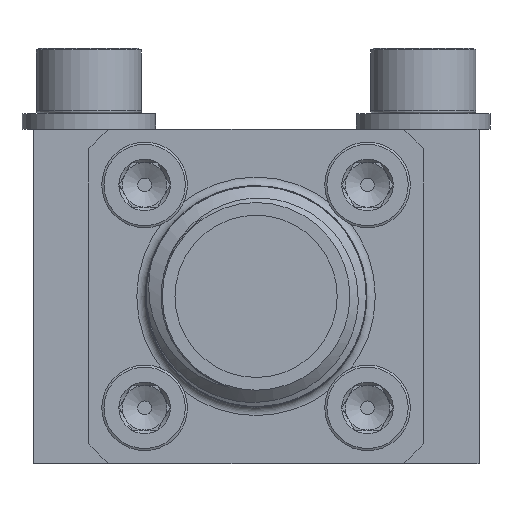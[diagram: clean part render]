
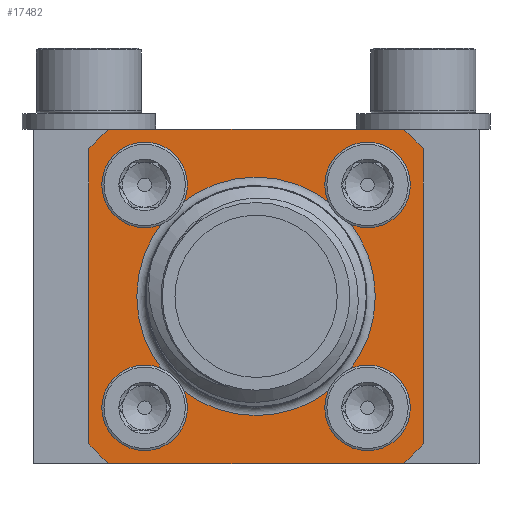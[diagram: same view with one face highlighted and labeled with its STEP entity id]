
A CAD part, front view. The second image highlights one B-rep face of the part: STEP entity #17482.
In plain terms, the highlighted face is planar.
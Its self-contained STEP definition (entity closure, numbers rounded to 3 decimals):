
#16511 = EDGE_CURVE('',#16512,#16514,#16516,.T.);
#16512 = VERTEX_POINT('',#16513);
#16513 = CARTESIAN_POINT('',(-4.2,-4.763,1.651));
#16514 = VERTEX_POINT('',#16515);
#16515 = CARTESIAN_POINT('',(-4.763,-4.2,1.651));
#16516 = CIRCLE('',#16517,6.35);
#16517 = AXIS2_PLACEMENT_3D('',#16518,#16519,#16520);
#16518 = CARTESIAN_POINT('',(0.,0.,1.651));
#16519 = DIRECTION('',(0.,0.,-1.));
#16520 = DIRECTION('',(-1.,0.,0.));
#16553 = EDGE_CURVE('',#16514,#16554,#16556,.T.);
#16554 = VERTEX_POINT('',#16555);
#16555 = CARTESIAN_POINT('',(-4.763,4.2,1.651));
#16556 = LINE('',#16557,#16558);
#16557 = CARTESIAN_POINT('',(-4.763,0.,1.651));
#16558 = VECTOR('',#16559,1.);
#16559 = DIRECTION('',(0.,1.,0.));
#17482 = ADVANCED_FACE('',(#17483,#17494,#17505,#17516,#17527,#17538),
  #17591,.F.);
#17483 = FACE_BOUND('',#17484,.T.);
#17484 = EDGE_LOOP('',(#17485));
#17485 = ORIENTED_EDGE('',*,*,#17486,.T.);
#17486 = EDGE_CURVE('',#17487,#17487,#17489,.T.);
#17487 = VERTEX_POINT('',#17488);
#17488 = CARTESIAN_POINT('',(-4.026,-3.175,1.651));
#17489 = CIRCLE('',#17490,0.851);
#17490 = AXIS2_PLACEMENT_3D('',#17491,#17492,#17493);
#17491 = CARTESIAN_POINT('',(-3.175,-3.175,1.651));
#17492 = DIRECTION('',(0.,0.,-1.));
#17493 = DIRECTION('',(-1.,0.,0.));
#17494 = FACE_BOUND('',#17495,.T.);
#17495 = EDGE_LOOP('',(#17496));
#17496 = ORIENTED_EDGE('',*,*,#17497,.T.);
#17497 = EDGE_CURVE('',#17498,#17498,#17500,.T.);
#17498 = VERTEX_POINT('',#17499);
#17499 = CARTESIAN_POINT('',(-4.026,3.175,1.651));
#17500 = CIRCLE('',#17501,0.851);
#17501 = AXIS2_PLACEMENT_3D('',#17502,#17503,#17504);
#17502 = CARTESIAN_POINT('',(-3.175,3.175,1.651));
#17503 = DIRECTION('',(0.,0.,-1.));
#17504 = DIRECTION('',(-1.,0.,0.));
#17505 = FACE_BOUND('',#17506,.T.);
#17506 = EDGE_LOOP('',(#17507));
#17507 = ORIENTED_EDGE('',*,*,#17508,.T.);
#17508 = EDGE_CURVE('',#17509,#17509,#17511,.T.);
#17509 = VERTEX_POINT('',#17510);
#17510 = CARTESIAN_POINT('',(2.324,3.175,1.651));
#17511 = CIRCLE('',#17512,0.851);
#17512 = AXIS2_PLACEMENT_3D('',#17513,#17514,#17515);
#17513 = CARTESIAN_POINT('',(3.175,3.175,1.651));
#17514 = DIRECTION('',(0.,0.,-1.));
#17515 = DIRECTION('',(-1.,0.,0.));
#17516 = FACE_BOUND('',#17517,.T.);
#17517 = EDGE_LOOP('',(#17518));
#17518 = ORIENTED_EDGE('',*,*,#17519,.T.);
#17519 = EDGE_CURVE('',#17520,#17520,#17522,.T.);
#17520 = VERTEX_POINT('',#17521);
#17521 = CARTESIAN_POINT('',(2.324,-3.175,1.651));
#17522 = CIRCLE('',#17523,0.851);
#17523 = AXIS2_PLACEMENT_3D('',#17524,#17525,#17526);
#17524 = CARTESIAN_POINT('',(3.175,-3.175,1.651));
#17525 = DIRECTION('',(0.,0.,-1.));
#17526 = DIRECTION('',(-1.,0.,0.));
#17527 = FACE_BOUND('',#17528,.T.);
#17528 = EDGE_LOOP('',(#17529));
#17529 = ORIENTED_EDGE('',*,*,#17530,.T.);
#17530 = EDGE_CURVE('',#17531,#17531,#17533,.T.);
#17531 = VERTEX_POINT('',#17532);
#17532 = CARTESIAN_POINT('',(-3.397,0.,1.651));
#17533 = CIRCLE('',#17534,3.397);
#17534 = AXIS2_PLACEMENT_3D('',#17535,#17536,#17537);
#17535 = CARTESIAN_POINT('',(0.,0.,1.651));
#17536 = DIRECTION('',(0.,0.,-1.));
#17537 = DIRECTION('',(-1.,0.,0.));
#17538 = FACE_BOUND('',#17539,.T.);
#17539 = EDGE_LOOP('',(#17540,#17549,#17550,#17551,#17559,#17568,#17576,
    #17585));
#17540 = ORIENTED_EDGE('',*,*,#17541,.F.);
#17541 = EDGE_CURVE('',#16554,#17542,#17544,.T.);
#17542 = VERTEX_POINT('',#17543);
#17543 = CARTESIAN_POINT('',(-4.2,4.763,1.651));
#17544 = CIRCLE('',#17545,6.35);
#17545 = AXIS2_PLACEMENT_3D('',#17546,#17547,#17548);
#17546 = CARTESIAN_POINT('',(0.,0.,1.651));
#17547 = DIRECTION('',(0.,0.,-1.));
#17548 = DIRECTION('',(-1.,0.,0.));
#17549 = ORIENTED_EDGE('',*,*,#16553,.F.);
#17550 = ORIENTED_EDGE('',*,*,#16511,.F.);
#17551 = ORIENTED_EDGE('',*,*,#17552,.F.);
#17552 = EDGE_CURVE('',#17553,#16512,#17555,.T.);
#17553 = VERTEX_POINT('',#17554);
#17554 = CARTESIAN_POINT('',(4.2,-4.763,1.651));
#17555 = LINE('',#17556,#17557);
#17556 = CARTESIAN_POINT('',(0.,-4.763,1.651));
#17557 = VECTOR('',#17558,1.);
#17558 = DIRECTION('',(-1.,0.,0.));
#17559 = ORIENTED_EDGE('',*,*,#17560,.F.);
#17560 = EDGE_CURVE('',#17561,#17553,#17563,.T.);
#17561 = VERTEX_POINT('',#17562);
#17562 = CARTESIAN_POINT('',(4.763,-4.2,1.651));
#17563 = CIRCLE('',#17564,6.35);
#17564 = AXIS2_PLACEMENT_3D('',#17565,#17566,#17567);
#17565 = CARTESIAN_POINT('',(0.,0.,1.651));
#17566 = DIRECTION('',(0.,0.,-1.));
#17567 = DIRECTION('',(-1.,0.,0.));
#17568 = ORIENTED_EDGE('',*,*,#17569,.F.);
#17569 = EDGE_CURVE('',#17570,#17561,#17572,.T.);
#17570 = VERTEX_POINT('',#17571);
#17571 = CARTESIAN_POINT('',(4.763,4.2,1.651));
#17572 = LINE('',#17573,#17574);
#17573 = CARTESIAN_POINT('',(4.763,0.,1.651));
#17574 = VECTOR('',#17575,1.);
#17575 = DIRECTION('',(0.,-1.,0.));
#17576 = ORIENTED_EDGE('',*,*,#17577,.F.);
#17577 = EDGE_CURVE('',#17578,#17570,#17580,.T.);
#17578 = VERTEX_POINT('',#17579);
#17579 = CARTESIAN_POINT('',(4.2,4.763,1.651));
#17580 = CIRCLE('',#17581,6.35);
#17581 = AXIS2_PLACEMENT_3D('',#17582,#17583,#17584);
#17582 = CARTESIAN_POINT('',(0.,0.,1.651));
#17583 = DIRECTION('',(0.,0.,-1.));
#17584 = DIRECTION('',(-1.,0.,0.));
#17585 = ORIENTED_EDGE('',*,*,#17586,.F.);
#17586 = EDGE_CURVE('',#17542,#17578,#17587,.T.);
#17587 = LINE('',#17588,#17589);
#17588 = CARTESIAN_POINT('',(0.,4.763,1.651));
#17589 = VECTOR('',#17590,1.);
#17590 = DIRECTION('',(1.,0.,0.));
#17591 = PLANE('',#17592);
#17592 = AXIS2_PLACEMENT_3D('',#17593,#17594,#17595);
#17593 = CARTESIAN_POINT('',(0.,0.,1.651));
#17594 = DIRECTION('',(0.,0.,-1.));
#17595 = DIRECTION('',(-1.,0.,0.));
